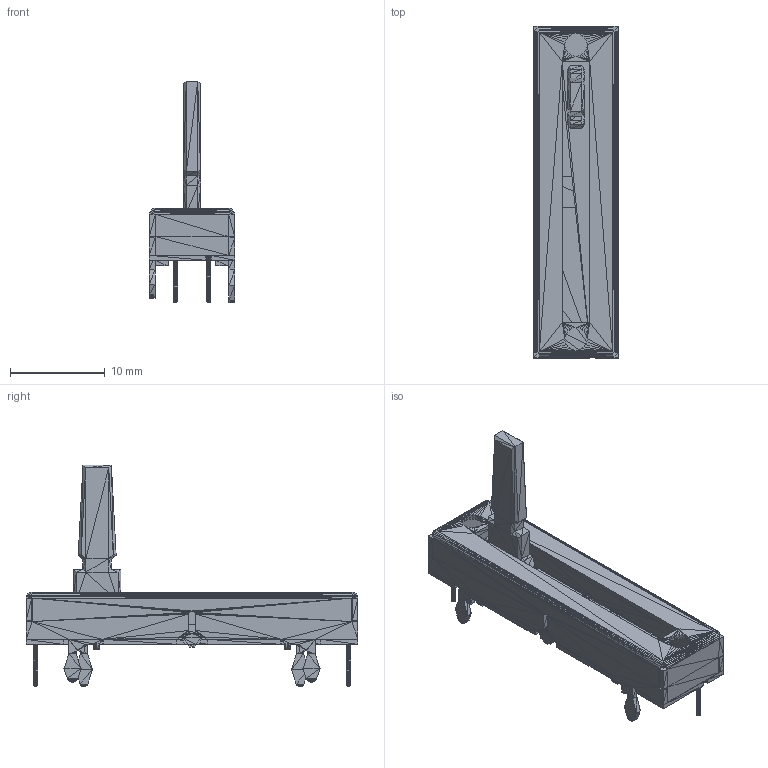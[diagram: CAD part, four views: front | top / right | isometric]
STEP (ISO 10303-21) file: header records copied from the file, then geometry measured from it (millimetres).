
FILE_DESCRIPTION(('STEP AP214'),'1');
FILE_NAME('result.stp','2025-12-14T22:22:39',(' '),(' '),'Spatial InterOp 3D',' ',' ');
FILE_SCHEMA(('automotive_design'));
Length unit declared in the file: metre
Products named in the file (1): Root
Bounding box: 9 x 35 x 23.4 mm (x, y, z)
Surface area: 2517.3 mm2 (no closed solid volume)
Topology: 0 solids, 2376 shells, 2376 faces, 7128 edges, 2986 vertices
Faces by surface type: plane 2376
Entity records: 77276 total; most frequent: DIRECTION 11882, ORIENTED_EDGE 7128, EDGE_CURVE 7128, LINE 7128, VECTOR 7128, CARTESIAN_POINT 2987, VERTEX_POINT 2986, AXIS2_PLACEMENT_3D 2377
